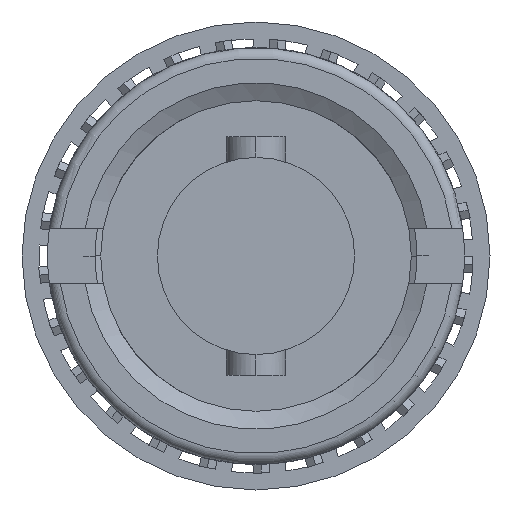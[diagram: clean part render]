
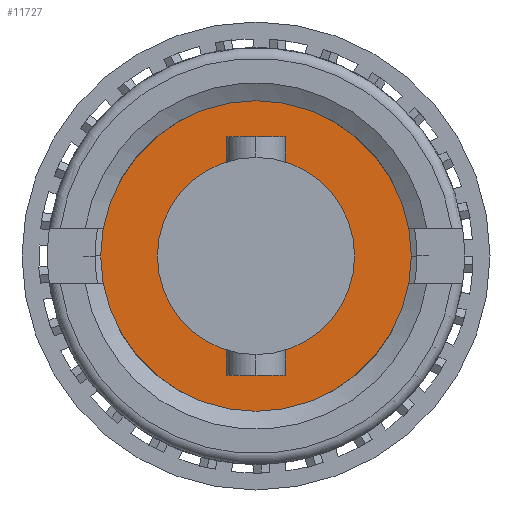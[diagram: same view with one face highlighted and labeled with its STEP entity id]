
A CAD part, left-side view. The second image highlights one B-rep face of the part: STEP entity #11727.
In plain terms, the highlighted planar face has unit normal (-1, 0, 0).
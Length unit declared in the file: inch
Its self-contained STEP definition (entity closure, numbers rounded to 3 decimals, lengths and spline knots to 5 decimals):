
#135 = CARTESIAN_POINT ( 'NONE',  ( 0., 0., 0.1437 ) ) ;
#662 = EDGE_LOOP ( 'NONE', ( #12158, #11985 ) ) ;
#870 = EDGE_CURVE ( 'NONE', #1805, #5566, #8254, .T. ) ;
#1518 = EDGE_LOOP ( 'NONE', ( #7809, #10345 ) ) ;
#1600 = CIRCLE ( 'NONE', #2401, 0.1437 ) ;
#1779 = DIRECTION ( 'NONE',  ( -1., 0., 0. ) ) ;
#1805 = VERTEX_POINT ( 'NONE', #4695 ) ;
#1902 = FACE_OUTER_BOUND ( 'NONE', #1518, .T. ) ;
#2401 = AXIS2_PLACEMENT_3D ( 'NONE', #11318, #1779, #10384 ) ;
#2544 = AXIS2_PLACEMENT_3D ( 'NONE', #8142, #8280, #7319 ) ;
#2545 = CARTESIAN_POINT ( 'NONE',  ( 0., 0., -0.09119 ) ) ;
#2636 = CARTESIAN_POINT ( 'NONE',  ( 0., 0., -0.09119 ) ) ;
#3407 = VERTEX_POINT ( 'NONE', #135 ) ;
#3755 = CARTESIAN_POINT ( 'NONE',  ( 0., 0., -0.1437 ) ) ;
#4319 = VERTEX_POINT ( 'NONE', #3755 ) ;
#4695 = CARTESIAN_POINT ( 'NONE',  ( 0., 0., 0.09119 ) ) ;
#5039 = FACE_BOUND ( 'NONE', #662, .T. ) ;
#5047 = DIRECTION ( 'NONE',  ( 0., 0., 1. ) ) ;
#5356 = CIRCLE ( 'NONE', #11789, 0.1437 ) ;
#5566 = VERTEX_POINT ( 'NONE', #2636 ) ;
#6287 = CARTESIAN_POINT ( 'NONE',  ( 0., 0., 0. ) ) ;
#6369 = DIRECTION ( 'NONE',  ( 1., 0., 0. ) ) ;
#7234 = DIRECTION ( 'NONE',  ( -1., 0., 0. ) ) ;
#7319 = DIRECTION ( 'NONE',  ( 0., 0., 1. ) ) ;
#7809 = ORIENTED_EDGE ( 'NONE', *, *, #11833, .T. ) ;
#8142 = CARTESIAN_POINT ( 'NONE',  ( 0., 0., 0. ) ) ;
#8254 = CIRCLE ( 'NONE', #2544, 0.09119 ) ;
#8280 = DIRECTION ( 'NONE',  ( -1., 0., 0. ) ) ;
#8924 = CARTESIAN_POINT ( 'NONE',  ( 0., 0., 0. ) ) ;
#9100 = EDGE_CURVE ( 'NONE', #5566, #1805, #11430, .T. ) ;
#9265 = DIRECTION ( 'NONE',  ( 0., 0., 1. ) ) ;
#10082 = PLANE ( 'NONE',  #12298 ) ;
#10315 = EDGE_CURVE ( 'NONE', #3407, #4319, #5356, .T. ) ;
#10345 = ORIENTED_EDGE ( 'NONE', *, *, #10315, .T. ) ;
#10384 = DIRECTION ( 'NONE',  ( 0., 0., 1. ) ) ;
#11047 = DIRECTION ( 'NONE',  ( 0., 0., -1. ) ) ;
#11318 = CARTESIAN_POINT ( 'NONE',  ( 0., 0., 0. ) ) ;
#11430 = CIRCLE ( 'NONE', #12029, 0.09119 ) ;
#11727 = ADVANCED_FACE ( 'NONE', ( #5039, #1902 ), #10082, .F. ) ;
#11789 = AXIS2_PLACEMENT_3D ( 'NONE', #6287, #7234, #9265 ) ;
#11813 = DIRECTION ( 'NONE',  ( -1., 0., 0. ) ) ;
#11833 = EDGE_CURVE ( 'NONE', #4319, #3407, #1600, .T. ) ;
#11985 = ORIENTED_EDGE ( 'NONE', *, *, #9100, .F. ) ;
#12029 = AXIS2_PLACEMENT_3D ( 'NONE', #8924, #11813, #5047 ) ;
#12158 = ORIENTED_EDGE ( 'NONE', *, *, #870, .F. ) ;
#12298 = AXIS2_PLACEMENT_3D ( 'NONE', #2545, #6369, #11047 ) ;
